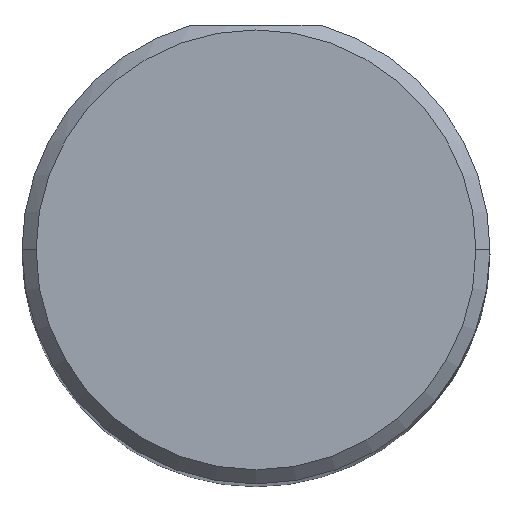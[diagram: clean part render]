
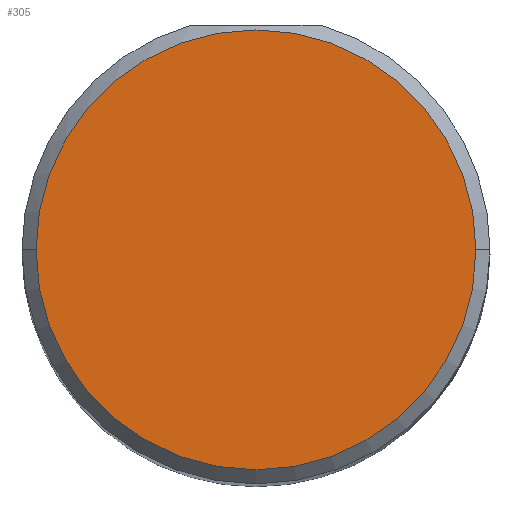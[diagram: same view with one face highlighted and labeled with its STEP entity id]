
A CAD part, top view. The second image highlights one B-rep face of the part: STEP entity #305.
In plain terms, the highlighted planar face has unit normal (0, 0, 1).
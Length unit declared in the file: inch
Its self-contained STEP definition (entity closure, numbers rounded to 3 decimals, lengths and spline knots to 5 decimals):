
#46 = CARTESIAN_POINT ( 'NONE',  ( 0.235, 0., 3. ) ) ;
#73 = DIRECTION ( 'NONE',  ( 0., 0., 1. ) ) ;
#101 = DIRECTION ( 'NONE',  ( 1., 0., 0. ) ) ;
#118 = FACE_OUTER_BOUND ( 'NONE', #148, .T. ) ;
#148 = EDGE_LOOP ( 'NONE', ( #338, #362 ) ) ;
#196 = DIRECTION ( 'NONE',  ( 1., 0., 0. ) ) ;
#202 = AXIS2_PLACEMENT_3D ( 'NONE', #478, #394, #101 ) ;
#216 = AXIS2_PLACEMENT_3D ( 'NONE', #290, #327, #378 ) ;
#247 = CARTESIAN_POINT ( 'NONE',  ( -0.235, 0., 3. ) ) ;
#290 = CARTESIAN_POINT ( 'NONE',  ( 0., 0., 3. ) ) ;
#305 = ADVANCED_FACE ( 'NONE', ( #118 ), #311, .T. ) ;
#311 = PLANE ( 'NONE',  #467 ) ;
#327 = DIRECTION ( 'NONE',  ( 0., 0., 1. ) ) ;
#338 = ORIENTED_EDGE ( 'NONE', *, *, #377, .T. ) ;
#340 = CIRCLE ( 'NONE', #202, 0.235 ) ;
#362 = ORIENTED_EDGE ( 'NONE', *, *, #530, .T. ) ;
#375 = CIRCLE ( 'NONE', #216, 0.235 ) ;
#377 = EDGE_CURVE ( 'NONE', #409, #405, #375, .T. ) ;
#378 = DIRECTION ( 'NONE',  ( 1., 0., 0. ) ) ;
#394 = DIRECTION ( 'NONE',  ( 0., 0., 1. ) ) ;
#405 = VERTEX_POINT ( 'NONE', #46 ) ;
#409 = VERTEX_POINT ( 'NONE', #247 ) ;
#467 = AXIS2_PLACEMENT_3D ( 'NONE', #482, #73, #196 ) ;
#478 = CARTESIAN_POINT ( 'NONE',  ( 0., 0., 3. ) ) ;
#482 = CARTESIAN_POINT ( 'NONE',  ( 0., 0., 3. ) ) ;
#530 = EDGE_CURVE ( 'NONE', #405, #409, #340, .T. ) ;
